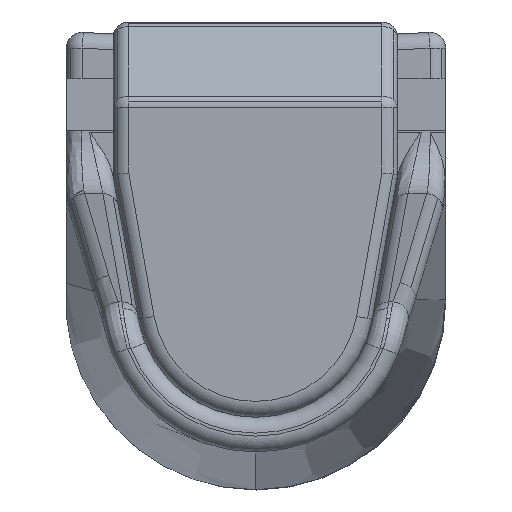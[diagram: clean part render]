
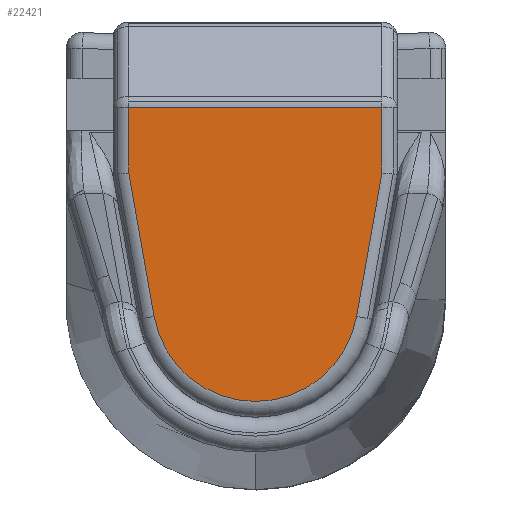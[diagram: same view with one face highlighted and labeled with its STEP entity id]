
A CAD part, top view. The second image highlights one B-rep face of the part: STEP entity #22421.
In plain terms, the highlighted planar face has unit normal (0, 0, 1).
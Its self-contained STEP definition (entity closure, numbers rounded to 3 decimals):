
#10948 = CYLINDRICAL_SURFACE('',#10949,1.);
#10949 = AXIS2_PLACEMENT_3D('',#10950,#10951,#10952);
#10950 = CARTESIAN_POINT('',(2.25,12.086,59.1));
#10951 = DIRECTION('',(1.,0.,0.));
#10952 = DIRECTION('',(-0.,0.383,0.924));
#10973 = VERTEX_POINT('',#10974);
#10974 = CARTESIAN_POINT('',(-8.,12.086,60.1));
#11018 = EDGE_CURVE('',#10973,#11019,#11021,.T.);
#11019 = VERTEX_POINT('',#11020);
#11020 = CARTESIAN_POINT('',(8.,12.086,60.1));
#11021 = SURFACE_CURVE('',#11022,(#11026,#11033),.PCURVE_S1.);
#11022 = LINE('',#11023,#11024);
#11023 = CARTESIAN_POINT('',(-8.,12.086,60.1));
#11024 = VECTOR('',#11025,1.);
#11025 = DIRECTION('',(1.,0.,0.));
#11026 = PCURVE('',#10948,#11027);
#11027 = DEFINITIONAL_REPRESENTATION('',(#11028),#11032);
#11028 = LINE('',#11029,#11030);
#11029 = CARTESIAN_POINT('',(0.393,-10.25));
#11030 = VECTOR('',#11031,1.);
#11031 = DIRECTION('',(0.,1.));
#11032 = ( GEOMETRIC_REPRESENTATION_CONTEXT(2) 
PARAMETRIC_REPRESENTATION_CONTEXT() REPRESENTATION_CONTEXT('2D SPACE',''
  ) );
#11033 = PCURVE('',#11034,#11039);
#11034 = PLANE('',#11035);
#11035 = AXIS2_PLACEMENT_3D('',#11036,#11037,#11038);
#11036 = CARTESIAN_POINT('',(0.,6.741,60.1));
#11037 = DIRECTION('',(0.,0.,1.));
#11038 = DIRECTION('',(1.,0.,-0.));
#11039 = DEFINITIONAL_REPRESENTATION('',(#11040),#11044);
#11040 = LINE('',#11041,#11042);
#11041 = CARTESIAN_POINT('',(-8.,5.345));
#11042 = VECTOR('',#11043,1.);
#11043 = DIRECTION('',(1.,0.));
#11044 = ( GEOMETRIC_REPRESENTATION_CONTEXT(2) 
PARAMETRIC_REPRESENTATION_CONTEXT() REPRESENTATION_CONTEXT('2D SPACE',''
  ) );
#11302 = CYLINDRICAL_SURFACE('',#11303,1.);
#11303 = AXIS2_PLACEMENT_3D('',#11304,#11305,#11306);
#11304 = CARTESIAN_POINT('',(-8.,12.121,59.1));
#11305 = DIRECTION('',(0.,1.,0.));
#11306 = DIRECTION('',(-0.707,0.,0.707
    ));
#11327 = VERTEX_POINT('',#11328);
#11328 = CARTESIAN_POINT('',(-8.,7.938,60.1));
#11369 = CYLINDRICAL_SURFACE('',#11370,1.);
#11370 = AXIS2_PLACEMENT_3D('',#11371,#11372,#11373);
#11371 = CARTESIAN_POINT('',(-7.785,6.717,59.1));
#11372 = DIRECTION('',(-0.174,0.985,0.));
#11373 = DIRECTION('',(-0.696,-0.123,0.707));
#11403 = EDGE_CURVE('',#11327,#10973,#11404,.T.);
#11404 = SURFACE_CURVE('',#11405,(#11409,#11416),.PCURVE_S1.);
#11405 = LINE('',#11406,#11407);
#11406 = CARTESIAN_POINT('',(-8.,7.938,60.1));
#11407 = VECTOR('',#11408,1.);
#11408 = DIRECTION('',(0.,1.,0.));
#11409 = PCURVE('',#11302,#11410);
#11410 = DEFINITIONAL_REPRESENTATION('',(#11411),#11415);
#11411 = LINE('',#11412,#11413);
#11412 = CARTESIAN_POINT('',(0.785,-4.182));
#11413 = VECTOR('',#11414,1.);
#11414 = DIRECTION('',(0.,1.));
#11415 = ( GEOMETRIC_REPRESENTATION_CONTEXT(2) 
PARAMETRIC_REPRESENTATION_CONTEXT() REPRESENTATION_CONTEXT('2D SPACE',''
  ) );
#11416 = PCURVE('',#11034,#11417);
#11417 = DEFINITIONAL_REPRESENTATION('',(#11418),#11422);
#11418 = LINE('',#11419,#11420);
#11419 = CARTESIAN_POINT('',(-8.,1.197));
#11420 = VECTOR('',#11421,1.);
#11421 = DIRECTION('',(0.,1.));
#11422 = ( GEOMETRIC_REPRESENTATION_CONTEXT(2) 
PARAMETRIC_REPRESENTATION_CONTEXT() REPRESENTATION_CONTEXT('2D SPACE',''
  ) );
#11500 = VERTEX_POINT('',#11501);
#11501 = CARTESIAN_POINT('',(-6.401,-1.129,60.1));
#11516 = TOROIDAL_SURFACE('',#11517,6.5,1.);
#11517 = AXIS2_PLACEMENT_3D('',#11518,#11519,#11520);
#11518 = CARTESIAN_POINT('',(0.,0.,59.1));
#11519 = DIRECTION('',(0.,0.,-1.));
#11520 = DIRECTION('',(-1.,-0.,0.));
#11528 = EDGE_CURVE('',#11500,#11327,#11529,.T.);
#11529 = SURFACE_CURVE('',#11530,(#11534,#11541),.PCURVE_S1.);
#11530 = LINE('',#11531,#11532);
#11531 = CARTESIAN_POINT('',(-6.401,-1.129,60.1));
#11532 = VECTOR('',#11533,1.);
#11533 = DIRECTION('',(-0.174,0.985,0.));
#11534 = PCURVE('',#11369,#11535);
#11535 = DEFINITIONAL_REPRESENTATION('',(#11536),#11540);
#11536 = LINE('',#11537,#11538);
#11537 = CARTESIAN_POINT('',(0.785,-7.967));
#11538 = VECTOR('',#11539,1.);
#11539 = DIRECTION('',(0.,1.));
#11540 = ( GEOMETRIC_REPRESENTATION_CONTEXT(2) 
PARAMETRIC_REPRESENTATION_CONTEXT() REPRESENTATION_CONTEXT('2D SPACE',''
  ) );
#11541 = PCURVE('',#11034,#11542);
#11542 = DEFINITIONAL_REPRESENTATION('',(#11543),#11547);
#11543 = LINE('',#11544,#11545);
#11544 = CARTESIAN_POINT('',(-6.401,-7.87));
#11545 = VECTOR('',#11546,1.);
#11546 = DIRECTION('',(-0.174,0.985));
#11547 = ( GEOMETRIC_REPRESENTATION_CONTEXT(2) 
PARAMETRIC_REPRESENTATION_CONTEXT() REPRESENTATION_CONTEXT('2D SPACE',''
  ) );
#11564 = CYLINDRICAL_SURFACE('',#11565,1.);
#11565 = AXIS2_PLACEMENT_3D('',#11566,#11567,#11568);
#11566 = CARTESIAN_POINT('',(6.978,2.14,59.1));
#11567 = DIRECTION('',(-0.174,-0.985,0.));
#11568 = DIRECTION('',(0.696,-0.123,0.707));
#11589 = VERTEX_POINT('',#11590);
#11590 = CARTESIAN_POINT('',(8.,7.938,60.1));
#11631 = CYLINDRICAL_SURFACE('',#11632,1.);
#11632 = AXIS2_PLACEMENT_3D('',#11633,#11634,#11635);
#11633 = CARTESIAN_POINT('',(8.,7.296,59.1));
#11634 = DIRECTION('',(0.,-1.,0.));
#11635 = DIRECTION('',(0.707,0.,0.707)
  );
#11665 = EDGE_CURVE('',#11589,#11666,#11668,.T.);
#11666 = VERTEX_POINT('',#11667);
#11667 = CARTESIAN_POINT('',(6.401,-1.129,60.1));
#11668 = SURFACE_CURVE('',#11669,(#11673,#11680),.PCURVE_S1.);
#11669 = LINE('',#11670,#11671);
#11670 = CARTESIAN_POINT('',(8.,7.938,60.1));
#11671 = VECTOR('',#11672,1.);
#11672 = DIRECTION('',(-0.174,-0.985,0.));
#11673 = PCURVE('',#11564,#11674);
#11674 = DEFINITIONAL_REPRESENTATION('',(#11675),#11679);
#11675 = LINE('',#11676,#11677);
#11676 = CARTESIAN_POINT('',(0.785,-5.887));
#11677 = VECTOR('',#11678,1.);
#11678 = DIRECTION('',(0.,1.));
#11679 = ( GEOMETRIC_REPRESENTATION_CONTEXT(2) 
PARAMETRIC_REPRESENTATION_CONTEXT() REPRESENTATION_CONTEXT('2D SPACE',''
  ) );
#11680 = PCURVE('',#11034,#11681);
#11681 = DEFINITIONAL_REPRESENTATION('',(#11682),#11686);
#11682 = LINE('',#11683,#11684);
#11683 = CARTESIAN_POINT('',(8.,1.197));
#11684 = VECTOR('',#11685,1.);
#11685 = DIRECTION('',(-0.174,-0.985));
#11686 = ( GEOMETRIC_REPRESENTATION_CONTEXT(2) 
PARAMETRIC_REPRESENTATION_CONTEXT() REPRESENTATION_CONTEXT('2D SPACE',''
  ) );
#11763 = EDGE_CURVE('',#11019,#11589,#11764,.T.);
#11764 = SURFACE_CURVE('',#11765,(#11769,#11776),.PCURVE_S1.);
#11765 = LINE('',#11766,#11767);
#11766 = CARTESIAN_POINT('',(8.,12.086,60.1));
#11767 = VECTOR('',#11768,1.);
#11768 = DIRECTION('',(0.,-1.,0.));
#11769 = PCURVE('',#11631,#11770);
#11770 = DEFINITIONAL_REPRESENTATION('',(#11771),#11775);
#11771 = LINE('',#11772,#11773);
#11772 = CARTESIAN_POINT('',(0.785,-4.79));
#11773 = VECTOR('',#11774,1.);
#11774 = DIRECTION('',(0.,1.));
#11775 = ( GEOMETRIC_REPRESENTATION_CONTEXT(2) 
PARAMETRIC_REPRESENTATION_CONTEXT() REPRESENTATION_CONTEXT('2D SPACE',''
  ) );
#11776 = PCURVE('',#11034,#11777);
#11777 = DEFINITIONAL_REPRESENTATION('',(#11778),#11782);
#11778 = LINE('',#11779,#11780);
#11779 = CARTESIAN_POINT('',(8.,5.345));
#11780 = VECTOR('',#11781,1.);
#11781 = DIRECTION('',(0.,-1.));
#11782 = ( GEOMETRIC_REPRESENTATION_CONTEXT(2) 
PARAMETRIC_REPRESENTATION_CONTEXT() REPRESENTATION_CONTEXT('2D SPACE',''
  ) );
#22088 = EDGE_CURVE('',#11666,#11500,#22089,.T.);
#22089 = SURFACE_CURVE('',#22090,(#22095,#22102),.PCURVE_S1.);
#22090 = CIRCLE('',#22091,6.5);
#22091 = AXIS2_PLACEMENT_3D('',#22092,#22093,#22094);
#22092 = CARTESIAN_POINT('',(0.,0.,60.1));
#22093 = DIRECTION('',(0.,0.,-1.));
#22094 = DIRECTION('',(0.,-1.,0.));
#22095 = PCURVE('',#11516,#22096);
#22096 = DEFINITIONAL_REPRESENTATION('',(#22097),#22101);
#22097 = LINE('',#22098,#22099);
#22098 = CARTESIAN_POINT('',(-1.571,4.712));
#22099 = VECTOR('',#22100,1.);
#22100 = DIRECTION('',(1.,0.));
#22101 = ( GEOMETRIC_REPRESENTATION_CONTEXT(2) 
PARAMETRIC_REPRESENTATION_CONTEXT() REPRESENTATION_CONTEXT('2D SPACE',''
  ) );
#22102 = PCURVE('',#11034,#22103);
#22103 = DEFINITIONAL_REPRESENTATION('',(#22104),#22112);
#22104 = ( BOUNDED_CURVE() B_SPLINE_CURVE(2,(#22105,#22106,#22107,#22108
    ,#22109,#22110,#22111),.UNSPECIFIED.,.T.,.F.) 
B_SPLINE_CURVE_WITH_KNOTS((1,2,2,2,2,1),(-2.094,0.,
    2.094,4.189,6.283,8.378),
.UNSPECIFIED.) CURVE() GEOMETRIC_REPRESENTATION_ITEM() 
RATIONAL_B_SPLINE_CURVE((1.,0.5,1.,0.5,1.,0.5,1.)) REPRESENTATION_ITEM(
  '') );
#22105 = CARTESIAN_POINT('',(0.,-13.241));
#22106 = CARTESIAN_POINT('',(-11.258,-13.241));
#22107 = CARTESIAN_POINT('',(-5.629,-3.491));
#22108 = CARTESIAN_POINT('',(0.,6.259));
#22109 = CARTESIAN_POINT('',(5.629,-3.491));
#22110 = CARTESIAN_POINT('',(11.258,-13.241));
#22111 = CARTESIAN_POINT('',(0.,-13.241));
#22112 = ( GEOMETRIC_REPRESENTATION_CONTEXT(2) 
PARAMETRIC_REPRESENTATION_CONTEXT() REPRESENTATION_CONTEXT('2D SPACE',''
  ) );
#22421 = ADVANCED_FACE('',(#22422),#11034,.T.);
#22422 = FACE_BOUND('',#22423,.T.);
#22423 = EDGE_LOOP('',(#22424,#22425,#22426,#22427,#22428,#22429));
#22424 = ORIENTED_EDGE('',*,*,#22088,.F.);
#22425 = ORIENTED_EDGE('',*,*,#11665,.F.);
#22426 = ORIENTED_EDGE('',*,*,#11763,.F.);
#22427 = ORIENTED_EDGE('',*,*,#11018,.F.);
#22428 = ORIENTED_EDGE('',*,*,#11403,.F.);
#22429 = ORIENTED_EDGE('',*,*,#11528,.F.);
